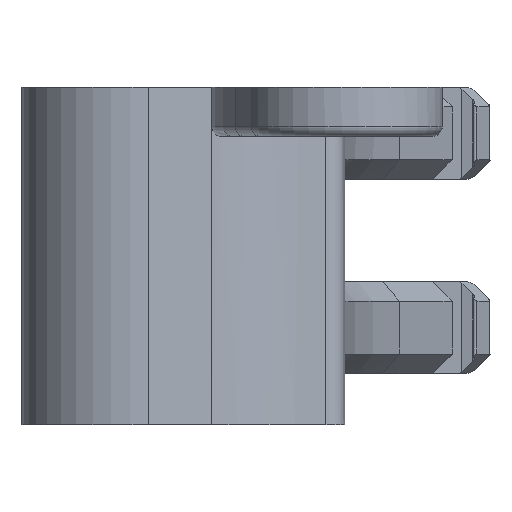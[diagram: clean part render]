
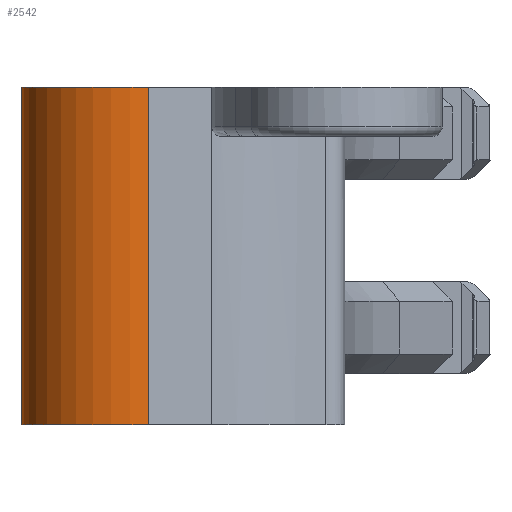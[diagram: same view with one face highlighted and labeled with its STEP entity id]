
A CAD part, front view. The second image highlights one B-rep face of the part: STEP entity #2542.
In plain terms, the highlighted cylindrical face has radius 11 mm (diameter 22 mm), a partial arc.
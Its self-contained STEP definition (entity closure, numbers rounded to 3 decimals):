
#26 = CIRCLE ( 'NONE', #1097, 11. ) ;
#43 = DIRECTION ( 'NONE',  ( 0., 0., -1. ) ) ;
#61 = CARTESIAN_POINT ( 'NONE',  ( -44.846, 24.468, 0. ) ) ;
#89 = VERTEX_POINT ( 'NONE', #1935 ) ;
#397 = CARTESIAN_POINT ( 'NONE',  ( -33.846, 24.468, 0. ) ) ;
#442 = VECTOR ( 'NONE', #43, 1000. ) ;
#488 = EDGE_CURVE ( 'NONE', #89, #3270, #874, .T. ) ;
#565 = CARTESIAN_POINT ( 'NONE',  ( -31.936, 13.635, 0. ) ) ;
#622 = CARTESIAN_POINT ( 'NONE',  ( -33.846, 24.468, 34.4 ) ) ;
#640 = EDGE_CURVE ( 'NONE', #2116, #3040, #1451, .T. ) ;
#788 = CIRCLE ( 'NONE', #2070, 11. ) ;
#874 = LINE ( 'NONE', #1656, #442 ) ;
#946 = DIRECTION ( 'NONE',  ( 0., 0., 1. ) ) ;
#1000 = VECTOR ( 'NONE', #3104, 1000. ) ;
#1020 = ORIENTED_EDGE ( 'NONE', *, *, #488, .F. ) ;
#1097 = AXIS2_PLACEMENT_3D ( 'NONE', #1719, #2242, #3314 ) ;
#1188 = DIRECTION ( 'NONE',  ( -1., 0., 0. ) ) ;
#1451 = LINE ( 'NONE', #1748, #1000 ) ;
#1614 = CARTESIAN_POINT ( 'NONE',  ( -44.846, 24.468, 34.4 ) ) ;
#1656 = CARTESIAN_POINT ( 'NONE',  ( -31.936, 13.635, 34.4 ) ) ;
#1719 = CARTESIAN_POINT ( 'NONE',  ( -33.846, 24.468, 34.4 ) ) ;
#1726 = FACE_OUTER_BOUND ( 'NONE', #2685, .T. ) ;
#1748 = CARTESIAN_POINT ( 'NONE',  ( -44.846, 24.468, 34.4 ) ) ;
#1935 = CARTESIAN_POINT ( 'NONE',  ( -31.936, 13.635, 34.4 ) ) ;
#2070 = AXIS2_PLACEMENT_3D ( 'NONE', #397, #946, #2530 ) ;
#2116 = VERTEX_POINT ( 'NONE', #1614 ) ;
#2242 = DIRECTION ( 'NONE',  ( 0., 0., 1. ) ) ;
#2430 = ORIENTED_EDGE ( 'NONE', *, *, #640, .T. ) ;
#2530 = DIRECTION ( 'NONE',  ( 1., 0., 0. ) ) ;
#2542 = ADVANCED_FACE ( 'NONE', ( #1726 ), #3026, .T. ) ;
#2571 = ORIENTED_EDGE ( 'NONE', *, *, #2598, .T. ) ;
#2598 = EDGE_CURVE ( 'NONE', #3040, #3270, #788, .T. ) ;
#2685 = EDGE_LOOP ( 'NONE', ( #2720, #2430, #2571, #1020 ) ) ;
#2720 = ORIENTED_EDGE ( 'NONE', *, *, #3377, .F. ) ;
#2853 = AXIS2_PLACEMENT_3D ( 'NONE', #622, #3081, #1188 ) ;
#3026 = CYLINDRICAL_SURFACE ( 'NONE', #2853, 11. ) ;
#3040 = VERTEX_POINT ( 'NONE', #61 ) ;
#3081 = DIRECTION ( 'NONE',  ( 0., 0., -1. ) ) ;
#3104 = DIRECTION ( 'NONE',  ( 0., 0., -1. ) ) ;
#3270 = VERTEX_POINT ( 'NONE', #565 ) ;
#3314 = DIRECTION ( 'NONE',  ( 1., 0., 0. ) ) ;
#3377 = EDGE_CURVE ( 'NONE', #2116, #89, #26, .T. ) ;
